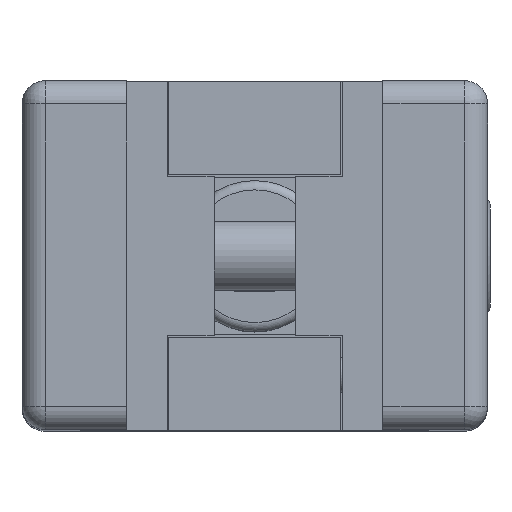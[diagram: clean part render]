
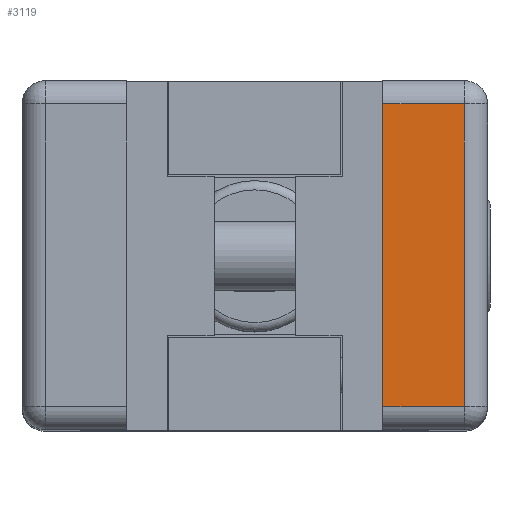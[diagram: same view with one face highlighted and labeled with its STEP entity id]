
A CAD part, top view. The second image highlights one B-rep face of the part: STEP entity #3119.
In plain terms, the highlighted face is planar.
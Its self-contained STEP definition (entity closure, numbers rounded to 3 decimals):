
#206=PLANE('',#3560);
#329=FACE_OUTER_BOUND('',#516,.T.);
#516=EDGE_LOOP('',(#2329,#2330,#2331,#2332));
#741=LINE('',#5000,#1004);
#743=LINE('',#5006,#1006);
#748=LINE('',#5023,#1011);
#756=LINE('',#5038,#1019);
#1004=VECTOR('',#4045,10.);
#1006=VECTOR('',#4051,10.);
#1011=VECTOR('',#4068,10.);
#1019=VECTOR('',#4080,10.);
#1409=VERTEX_POINT('',#4985);
#1414=VERTEX_POINT('',#4995);
#1415=VERTEX_POINT('',#5002);
#1422=VERTEX_POINT('',#5021);
#1754=EDGE_CURVE('',#1409,#1414,#741,.T.);
#1757=EDGE_CURVE('',#1414,#1415,#743,.T.);
#1765=EDGE_CURVE('',#1422,#1409,#748,.T.);
#1773=EDGE_CURVE('',#1422,#1415,#756,.T.);
#2329=ORIENTED_EDGE('',*,*,#1757,.F.);
#2330=ORIENTED_EDGE('',*,*,#1754,.F.);
#2331=ORIENTED_EDGE('',*,*,#1765,.F.);
#2332=ORIENTED_EDGE('',*,*,#1773,.T.);
#3119=ADVANCED_FACE('',(#329),#206,.T.);
#3560=AXIS2_PLACEMENT_3D('',#5037,#4078,#4079);
#4045=DIRECTION('',(0.,0.,-1.));
#4051=DIRECTION('',(0.,-1.,0.));
#4068=DIRECTION('',(0.,1.,0.));
#4078=DIRECTION('center_axis',(1.,0.,0.));
#4079=DIRECTION('ref_axis',(0.,1.,0.));
#4080=DIRECTION('',(0.,0.,-1.));
#4985=CARTESIAN_POINT('',(48.,10.5,13.));
#4995=CARTESIAN_POINT('',(48.,10.5,-13.));
#5000=CARTESIAN_POINT('',(48.,10.5,0.));
#5002=CARTESIAN_POINT('',(48.,3.5,-13.));
#5006=CARTESIAN_POINT('',(48.,4.5,-13.));
#5021=CARTESIAN_POINT('',(48.,3.5,13.));
#5023=CARTESIAN_POINT('',(48.,4.5,13.));
#5037=CARTESIAN_POINT('Origin',(48.,3.5,0.));
#5038=CARTESIAN_POINT('',(48.,3.5,0.));
